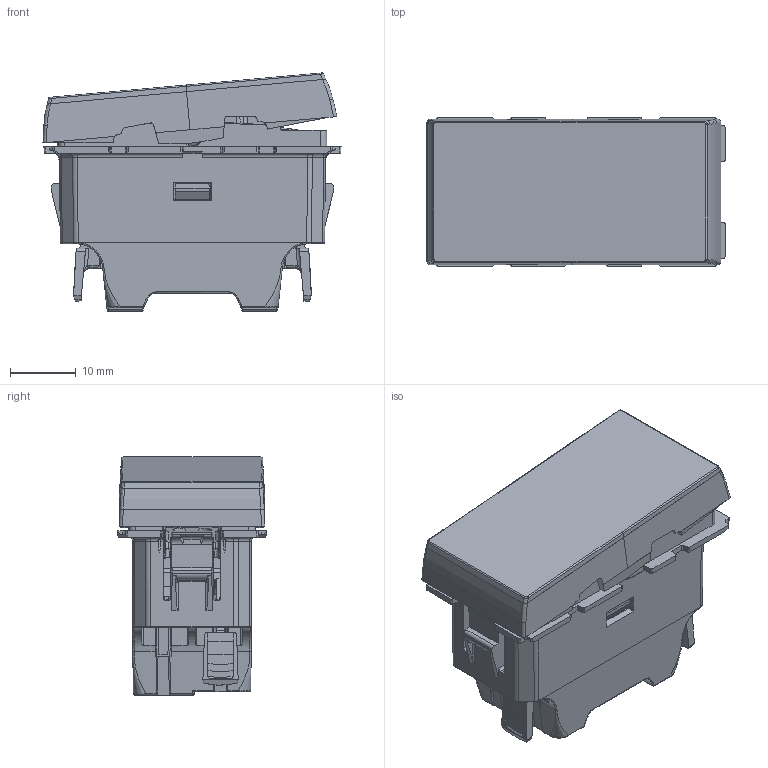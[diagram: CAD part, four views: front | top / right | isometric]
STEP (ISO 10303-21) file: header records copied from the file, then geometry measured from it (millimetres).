
FILE_DESCRIPTION(('CATIA V5 STEP Exchange','CAx-IF Rec.Pracs.--- Model Styling and Organization---1.5--- 2016-08-15','CAx-IF Rec.Pracs.---Supplemental Geometry---1.0---2011-11-01','CAx-IF Rec.Pracs.--- Composite Materials ---1.1---2010-07-15'),'2;1');
FILE_NAME('079130L _AllCATPart.stp','2021-11-16T14:23:29+00:00',('none'),('none'),'CATIA Version 5-6 Release 2020 SP3','CATIA V5 STEP AP214 v2','none');
FILE_SCHEMA(('AUTOMOTIVE_DESIGN { 1 0 10303 214 1 1 1 1 }'));
Products named in the file (1): 079130L _AllCATPart
Bounding box: 45.19 x 22.52 x 36.11 mm (x, y, z)
Volume: 10942.4 mm3; surface area: 21883.6 mm2
Topology: 19 solids, 19 shells, 5007 faces, 14163 edges, 9152 vertices
Faces by surface type: plane 3169, cylinder 981, bspline 568, cone 196, sphere 53, torus 36, revolution 4
Entity records: 189477 total; most frequent: CARTESIAN_POINT 73548, ORIENTED_EDGE 28218, DIRECTION 16378, EDGE_CURVE 14108, VERTEX_POINT 9152, VECTOR 8209, LINE 8209, EDGE_LOOP 5109
